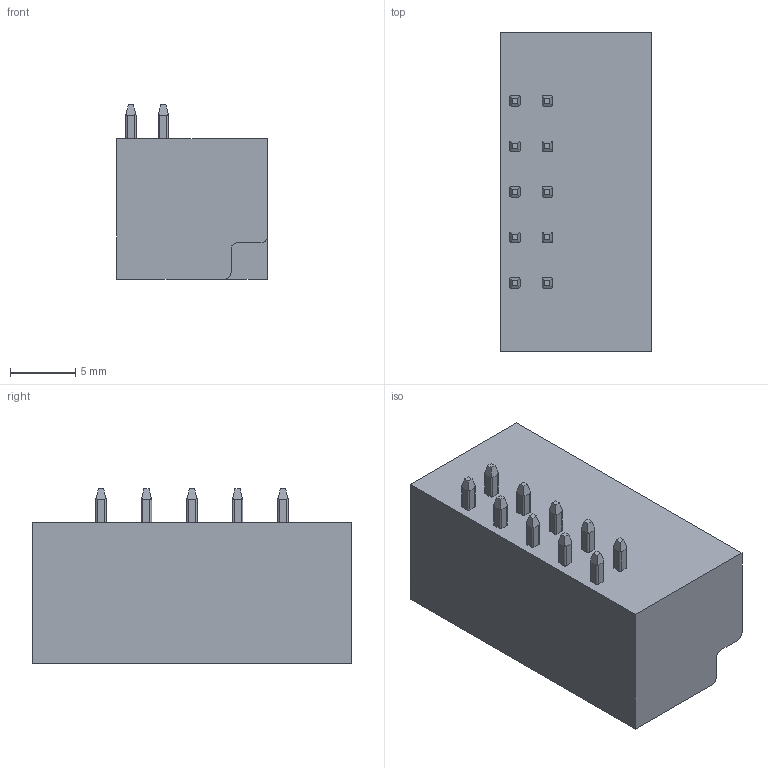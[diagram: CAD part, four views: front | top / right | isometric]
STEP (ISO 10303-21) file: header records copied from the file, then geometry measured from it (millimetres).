
FILE_DESCRIPTION((''),'2;1');
FILE_NAME('1111','2024-11-15T17:15:51',('tluser'),(''),'CREO PARAMETRIC BY PTC INC, 2018100','CREO PARAMETRIC BY PTC INC, 2018100','');
FILE_SCHEMA(('CONFIG_CONTROL_DESIGN'));
Length unit declared in the file: millimetre
Products named in the file (1): 1111
Bounding box: 11.6 x 24.5 x 13.4 mm (x, y, z)
Volume: 2329.9 mm3; surface area: 2131.3 mm2
Topology: 1 solids, 1 shells, 454 faces, 1281 edges, 854 vertices
Faces by surface type: plane 297, cylinder 122, extrusion 35
Entity records: 15104 total; most frequent: CARTESIAN_POINT 3511, ORIENTED_EDGE 2562, DIRECTION 2138, EDGE_CURVE 1281, VECTOR 922, LINE 887, VERTEX_POINT 854, AXIS2_PLACEMENT_3D 608
